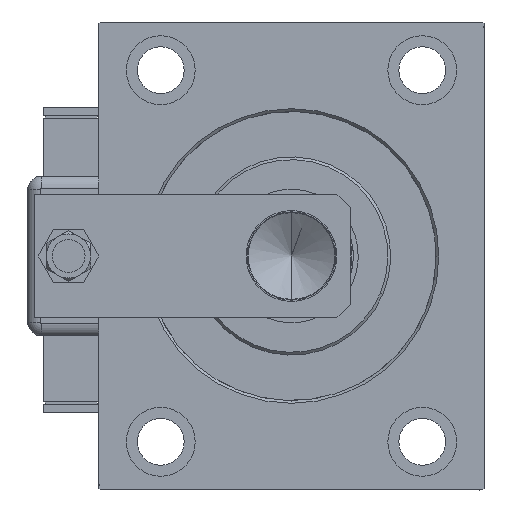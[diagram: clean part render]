
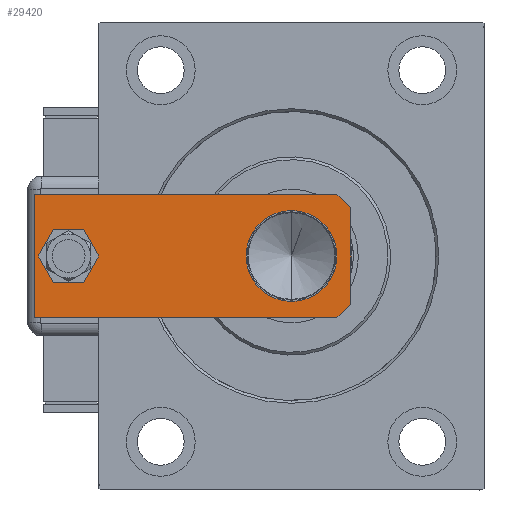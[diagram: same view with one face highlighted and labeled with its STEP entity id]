
A CAD part, left-side view. The second image highlights one B-rep face of the part: STEP entity #29420.
In plain terms, the highlighted face is planar.
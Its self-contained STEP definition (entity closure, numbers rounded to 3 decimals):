
#239 = VERTEX_POINT ( 'NONE', #30307 ) ;
#3952 = VECTOR ( 'NONE', #22981, 1000. ) ;
#4179 = ORIENTED_EDGE ( 'NONE', *, *, #18136, .F. ) ;
#5401 = CARTESIAN_POINT ( 'NONE',  ( -16.5, 21.5, 0. ) ) ;
#5416 = LINE ( 'NONE', #5705, #3952 ) ;
#5705 = CARTESIAN_POINT ( 'NONE',  ( 22.5, 0., 0. ) ) ;
#6431 = PLANE ( 'NONE',  #34084 ) ;
#6681 = CARTESIAN_POINT ( 'NONE',  ( -22.5, 115., 0. ) ) ;
#6845 = ORIENTED_EDGE ( 'NONE', *, *, #52378, .F. ) ;
#6976 = CARTESIAN_POINT ( 'NONE',  ( 22.5, 5., 0. ) ) ;
#7574 = DIRECTION ( 'NONE',  ( 0., -1., 0. ) ) ;
#7831 = VERTEX_POINT ( 'NONE', #41014 ) ;
#8601 = CIRCLE ( 'NONE', #52112, 7. ) ;
#9036 = DIRECTION ( 'NONE',  ( 1., 0., 0. ) ) ;
#9239 = CARTESIAN_POINT ( 'NONE',  ( 0., 21.5, 0. ) ) ;
#9385 = EDGE_CURVE ( 'NONE', #34086, #56879, #39779, .T. ) ;
#9720 = CARTESIAN_POINT ( 'NONE',  ( 17.5, 0., 0. ) ) ;
#11195 = CARTESIAN_POINT ( 'NONE',  ( -22.5, 0., 0. ) ) ;
#11668 = ORIENTED_EDGE ( 'NONE', *, *, #24961, .T. ) ;
#12237 = CARTESIAN_POINT ( 'NONE',  ( -22.5, 5., 0. ) ) ;
#13676 = AXIS2_PLACEMENT_3D ( 'NONE', #9239, #36195, #55529 ) ;
#13899 = DIRECTION ( 'NONE',  ( 0., 0., 1. ) ) ;
#14864 = CARTESIAN_POINT ( 'NONE',  ( -22.5, 115., 0. ) ) ;
#16776 = EDGE_CURVE ( 'NONE', #40748, #43372, #8601, .T. ) ;
#18136 = EDGE_CURVE ( 'NONE', #239, #34901, #19057, .T. ) ;
#19057 = LINE ( 'NONE', #46903, #28014 ) ;
#19785 = CIRCLE ( 'NONE', #24622, 7. ) ;
#21346 = VECTOR ( 'NONE', #31172, 1000. ) ;
#21800 = CARTESIAN_POINT ( 'NONE',  ( -17.5, 0., 0. ) ) ;
#22403 = VERTEX_POINT ( 'NONE', #9720 ) ;
#22695 = LINE ( 'NONE', #21800, #21346 ) ;
#22981 = DIRECTION ( 'NONE',  ( 0., 1., 0. ) ) ;
#23152 = EDGE_LOOP ( 'NONE', ( #41644, #52135 ) ) ;
#23262 = CARTESIAN_POINT ( 'NONE',  ( 0., 102.5, 0. ) ) ;
#24226 = CARTESIAN_POINT ( 'NONE',  ( 22.5, 5., 0. ) ) ;
#24622 = AXIS2_PLACEMENT_3D ( 'NONE', #23262, #41734, #9036 ) ;
#24961 = EDGE_CURVE ( 'NONE', #7831, #39115, #22695, .T. ) ;
#25041 = EDGE_CURVE ( 'NONE', #29675, #239, #5416, .T. ) ;
#26711 = DIRECTION ( 'NONE',  ( 1., 0., 0. ) ) ;
#27920 = EDGE_LOOP ( 'NONE', ( #6845, #11668, #59308, #4179, #40153, #59476 ) ) ;
#28014 = VECTOR ( 'NONE', #45706, 1000. ) ;
#29420 = ADVANCED_FACE ( 'NONE', ( #43962, #53326, #30027 ), #6431, .F. ) ;
#29661 = DIRECTION ( 'NONE',  ( 1., 0., 0. ) ) ;
#29675 = VERTEX_POINT ( 'NONE', #6976 ) ;
#30027 = FACE_BOUND ( 'NONE', #36703, .T. ) ;
#30307 = CARTESIAN_POINT ( 'NONE',  ( 22.5, 115., 0. ) ) ;
#30627 = CARTESIAN_POINT ( 'NONE',  ( 0., 0., 0. ) ) ;
#31172 = DIRECTION ( 'NONE',  ( -0.707, 0.707, 0. ) ) ;
#31253 = CARTESIAN_POINT ( 'NONE',  ( 0., 102.5, 0. ) ) ;
#33903 = LINE ( 'NONE', #11195, #53200 ) ;
#33972 = DIRECTION ( 'NONE',  ( 1., 0., 0. ) ) ;
#34084 = AXIS2_PLACEMENT_3D ( 'NONE', #30627, #48495, #33972 ) ;
#34086 = VERTEX_POINT ( 'NONE', #5401 ) ;
#34516 = LINE ( 'NONE', #6681, #43989 ) ;
#34901 = VERTEX_POINT ( 'NONE', #14864 ) ;
#35551 = EDGE_CURVE ( 'NONE', #34901, #39115, #34516, .T. ) ;
#36195 = DIRECTION ( 'NONE',  ( 0., 0., 1. ) ) ;
#36703 = EDGE_LOOP ( 'NONE', ( #48917, #56540 ) ) ;
#36900 = CARTESIAN_POINT ( 'NONE',  ( -7., 102.5, 0. ) ) ;
#38618 = EDGE_CURVE ( 'NONE', #43372, #40748, #19785, .T. ) ;
#39115 = VERTEX_POINT ( 'NONE', #12237 ) ;
#39547 = EDGE_CURVE ( 'NONE', #56879, #34086, #46876, .T. ) ;
#39557 = CARTESIAN_POINT ( 'NONE',  ( 16.5, 21.5, 0. ) ) ;
#39779 = CIRCLE ( 'NONE', #13676, 16.5 ) ;
#40153 = ORIENTED_EDGE ( 'NONE', *, *, #25041, .F. ) ;
#40748 = VERTEX_POINT ( 'NONE', #36900 ) ;
#41014 = CARTESIAN_POINT ( 'NONE',  ( -17.5, 0., 0. ) ) ;
#41644 = ORIENTED_EDGE ( 'NONE', *, *, #16776, .T. ) ;
#41734 = DIRECTION ( 'NONE',  ( 0., 0., 1. ) ) ;
#43005 = LINE ( 'NONE', #24226, #47371 ) ;
#43372 = VERTEX_POINT ( 'NONE', #44367 ) ;
#43962 = FACE_OUTER_BOUND ( 'NONE', #27920, .T. ) ;
#43989 = VECTOR ( 'NONE', #7574, 1000. ) ;
#44367 = CARTESIAN_POINT ( 'NONE',  ( 7., 102.5, 0. ) ) ;
#45463 = DIRECTION ( 'NONE',  ( 0., 0., 1. ) ) ;
#45706 = DIRECTION ( 'NONE',  ( -1., 0., 0. ) ) ;
#46876 = CIRCLE ( 'NONE', #50773, 16.5 ) ;
#46903 = CARTESIAN_POINT ( 'NONE',  ( 22.5, 115., 0. ) ) ;
#47371 = VECTOR ( 'NONE', #51181, 1000. ) ;
#48495 = DIRECTION ( 'NONE',  ( 0., 0., 1. ) ) ;
#48917 = ORIENTED_EDGE ( 'NONE', *, *, #9385, .T. ) ;
#50773 = AXIS2_PLACEMENT_3D ( 'NONE', #55334, #13899, #56510 ) ;
#51181 = DIRECTION ( 'NONE',  ( -0.707, -0.707, 0. ) ) ;
#52112 = AXIS2_PLACEMENT_3D ( 'NONE', #31253, #45463, #26711 ) ;
#52135 = ORIENTED_EDGE ( 'NONE', *, *, #38618, .T. ) ;
#52302 = EDGE_CURVE ( 'NONE', #29675, #22403, #43005, .T. ) ;
#52378 = EDGE_CURVE ( 'NONE', #7831, #22403, #33903, .T. ) ;
#53200 = VECTOR ( 'NONE', #29661, 1000. ) ;
#53326 = FACE_BOUND ( 'NONE', #23152, .T. ) ;
#55334 = CARTESIAN_POINT ( 'NONE',  ( 0., 21.5, 0. ) ) ;
#55529 = DIRECTION ( 'NONE',  ( 1., 0., 0. ) ) ;
#56510 = DIRECTION ( 'NONE',  ( 1., 0., 0. ) ) ;
#56540 = ORIENTED_EDGE ( 'NONE', *, *, #39547, .T. ) ;
#56879 = VERTEX_POINT ( 'NONE', #39557 ) ;
#59308 = ORIENTED_EDGE ( 'NONE', *, *, #35551, .F. ) ;
#59476 = ORIENTED_EDGE ( 'NONE', *, *, #52302, .T. ) ;
